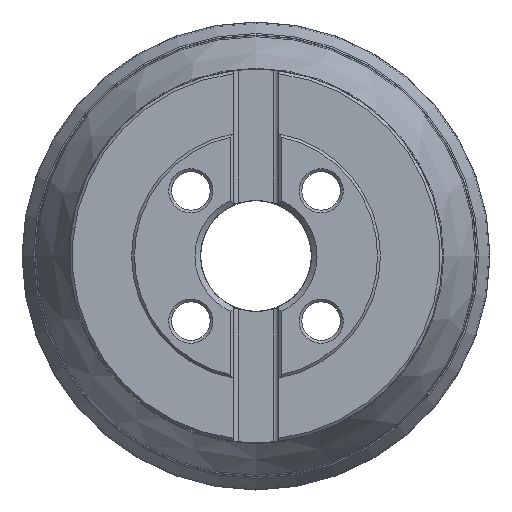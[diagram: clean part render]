
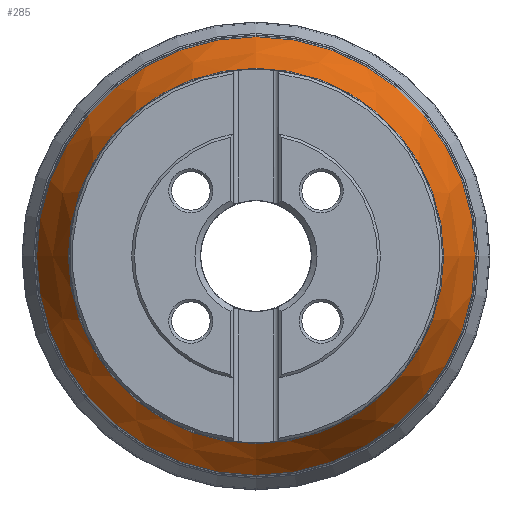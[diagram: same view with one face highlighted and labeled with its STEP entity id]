
A CAD part, left-side view. The second image highlights one B-rep face of the part: STEP entity #285.
In plain terms, the highlighted conical face has half-angle 26.037 degrees and reference radius 67.5 mm.
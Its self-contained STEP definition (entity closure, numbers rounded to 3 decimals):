
#285=ADVANCED_FACE('',(#461,#462),#375,.T.);
#375=CONICAL_SURFACE('',#1624,67.5,26.037);
#461=FACE_BOUND('',#584,.T.);
#462=FACE_BOUND('',#585,.T.);
#584=EDGE_LOOP('',(#793));
#585=EDGE_LOOP('',(#794));
#793=ORIENTED_EDGE('',*,*,#1328,.T.);
#794=ORIENTED_EDGE('',*,*,#1329,.T.);
#1171=VERTEX_POINT('',#2500);
#1172=VERTEX_POINT('',#2502);
#1328=EDGE_CURVE('',#1171,#1171,#1501,.T.);
#1329=EDGE_CURVE('',#1172,#1172,#1502,.T.);
#1501=CIRCLE('',#1622,79.307);
#1502=CIRCLE('',#1623,67.906);
#1622=AXIS2_PLACEMENT_3D('',#2499,#1871,#1872);
#1623=AXIS2_PLACEMENT_3D('',#2501,#1873,#1874);
#1624=AXIS2_PLACEMENT_3D('',#2503,#1875,#1876);
#1871=DIRECTION('',(-1.,0.,0.));
#1872=DIRECTION('',(0.,-1.,0.));
#1873=DIRECTION('',(1.,0.,0.));
#1874=DIRECTION('',(0.,1.,0.));
#1875=DIRECTION('',(1.,0.,0.));
#1876=DIRECTION('',(0.,1.,0.));
#2499=CARTESIAN_POINT('',(36.169,0.,0.));
#2500=CARTESIAN_POINT('',(36.169,-79.307,0.));
#2501=CARTESIAN_POINT('',(12.831,0.,0.));
#2502=CARTESIAN_POINT('',(12.831,67.906,0.));
#2503=CARTESIAN_POINT('',(12.,0.,0.));
